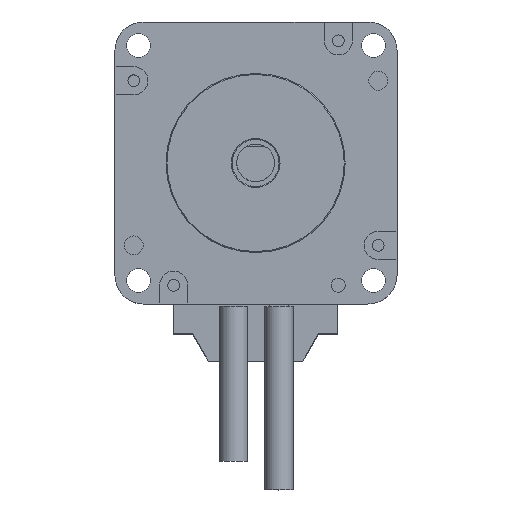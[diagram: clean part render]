
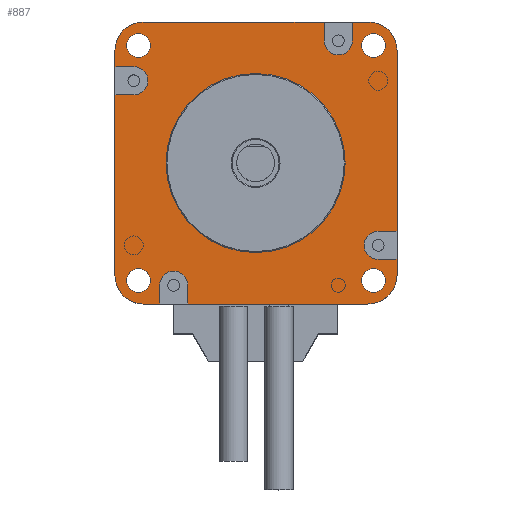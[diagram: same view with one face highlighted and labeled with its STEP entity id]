
A CAD part, top view. The second image highlights one B-rep face of the part: STEP entity #887.
In plain terms, the highlighted planar face has unit normal (0, 0, 1).
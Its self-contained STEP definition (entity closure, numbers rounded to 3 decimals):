
#260=FACE_BOUND('',#1614,.T.);
#261=FACE_BOUND('',#1615,.T.);
#262=FACE_BOUND('',#1616,.T.);
#263=FACE_BOUND('',#1617,.T.);
#264=FACE_BOUND('',#1618,.T.);
#265=FACE_BOUND('',#1619,.T.);
#598=CIRCLE('',#5620,2.5);
#600=CIRCLE('',#5623,2.5);
#602=CIRCLE('',#5626,2.5);
#604=CIRCLE('',#5629,2.5);
#606=CIRCLE('',#5632,6.);
#608=CIRCLE('',#5636,3.);
#610=CIRCLE('',#5641,6.);
#612=CIRCLE('',#5646,3.);
#614=CIRCLE('',#5651,6.178);
#616=CIRCLE('',#5656,3.);
#618=CIRCLE('',#5660,6.016);
#620=CIRCLE('',#5665,3.);
#621=CIRCLE('',#5671,5.);
#887=ADVANCED_FACE('',(#260,#261,#262,#263,#264,#265),#1074,.T.);
#1074=PLANE('',#5672);
#1614=EDGE_LOOP('',(#2713,#2714,#2715,#2716,#2717,#2718,#2719,#2720,#2721,
#2722,#2723,#2724,#2725,#2726,#2727,#2728,#2729,#2730,#2731,#2732,#2733,
#2734,#2735,#2736));
#1615=EDGE_LOOP('',(#2737));
#1616=EDGE_LOOP('',(#2738));
#1617=EDGE_LOOP('',(#2739));
#1618=EDGE_LOOP('',(#2740));
#1619=EDGE_LOOP('',(#2741));
#2713=ORIENTED_EDGE('',*,*,#4155,.T.);
#2714=ORIENTED_EDGE('',*,*,#4162,.T.);
#2715=ORIENTED_EDGE('',*,*,#4166,.T.);
#2716=ORIENTED_EDGE('',*,*,#4097,.T.);
#2717=ORIENTED_EDGE('',*,*,#4110,.T.);
#2718=ORIENTED_EDGE('',*,*,#4107,.T.);
#2719=ORIENTED_EDGE('',*,*,#4104,.T.);
#2720=ORIENTED_EDGE('',*,*,#4101,.T.);
#2721=ORIENTED_EDGE('',*,*,#4116,.T.);
#2722=ORIENTED_EDGE('',*,*,#4113,.T.);
#2723=ORIENTED_EDGE('',*,*,#4128,.T.);
#2724=ORIENTED_EDGE('',*,*,#4125,.T.);
#2725=ORIENTED_EDGE('',*,*,#4122,.T.);
#2726=ORIENTED_EDGE('',*,*,#4119,.T.);
#2727=ORIENTED_EDGE('',*,*,#4152,.T.);
#2728=ORIENTED_EDGE('',*,*,#4131,.T.);
#2729=ORIENTED_EDGE('',*,*,#4144,.T.);
#2730=ORIENTED_EDGE('',*,*,#4140,.F.);
#2731=ORIENTED_EDGE('',*,*,#4142,.F.);
#2732=ORIENTED_EDGE('',*,*,#4136,.F.);
#2733=ORIENTED_EDGE('',*,*,#4150,.T.);
#2734=ORIENTED_EDGE('',*,*,#4147,.T.);
#2735=ORIENTED_EDGE('',*,*,#4164,.T.);
#2736=ORIENTED_EDGE('',*,*,#4158,.T.);
#2737=ORIENTED_EDGE('',*,*,#4094,.F.);
#2738=ORIENTED_EDGE('',*,*,#4092,.F.);
#2739=ORIENTED_EDGE('',*,*,#4090,.F.);
#2740=ORIENTED_EDGE('',*,*,#4088,.F.);
#2741=ORIENTED_EDGE('',*,*,#4167,.T.);
#3456=VERTEX_POINT('',#8354);
#3458=VERTEX_POINT('',#8359);
#3460=VERTEX_POINT('',#8364);
#3462=VERTEX_POINT('',#8369);
#3465=VERTEX_POINT('',#8375);
#3466=VERTEX_POINT('',#8377);
#3469=VERTEX_POINT('',#8384);
#3470=VERTEX_POINT('',#8386);
#3472=VERTEX_POINT('',#8392);
#3474=VERTEX_POINT('',#8398);
#3477=VERTEX_POINT('',#8408);
#3478=VERTEX_POINT('',#8410);
#3481=VERTEX_POINT('',#8420);
#3482=VERTEX_POINT('',#8422);
#3484=VERTEX_POINT('',#8428);
#3486=VERTEX_POINT('',#8434);
#3489=VERTEX_POINT('',#8444);
#3490=VERTEX_POINT('',#8446);
#3491=VERTEX_POINT('',#8450);
#3494=VERTEX_POINT('',#8455);
#3496=VERTEX_POINT('',#8460);
#3498=VERTEX_POINT('',#8464);
#3501=VERTEX_POINT('',#8477);
#3502=VERTEX_POINT('',#8479);
#3505=VERTEX_POINT('',#8492);
#3506=VERTEX_POINT('',#8494);
#3508=VERTEX_POINT('',#8500);
#3510=VERTEX_POINT('',#8506);
#3511=VERTEX_POINT('',#8516);
#4088=EDGE_CURVE('',#3456,#3456,#598,.T.);
#4090=EDGE_CURVE('',#3458,#3458,#600,.T.);
#4092=EDGE_CURVE('',#3460,#3460,#602,.T.);
#4094=EDGE_CURVE('',#3462,#3462,#604,.T.);
#4097=EDGE_CURVE('',#3466,#3465,#606,.T.);
#4101=EDGE_CURVE('',#3470,#3469,#4636,.T.);
#4104=EDGE_CURVE('',#3472,#3470,#608,.T.);
#4107=EDGE_CURVE('',#3474,#3472,#4640,.T.);
#4110=EDGE_CURVE('',#3465,#3474,#4643,.T.);
#4113=EDGE_CURVE('',#3478,#3477,#610,.T.);
#4116=EDGE_CURVE('',#3469,#3478,#4647,.T.);
#4119=EDGE_CURVE('',#3482,#3481,#4650,.T.);
#4122=EDGE_CURVE('',#3484,#3482,#612,.T.);
#4125=EDGE_CURVE('',#3486,#3484,#4654,.T.);
#4128=EDGE_CURVE('',#3477,#3486,#4657,.T.);
#4131=EDGE_CURVE('',#3490,#3489,#614,.T.);
#4136=EDGE_CURVE('',#3494,#3491,#4663,.T.);
#4140=EDGE_CURVE('',#3498,#3496,#4667,.T.);
#4142=EDGE_CURVE('',#3491,#3498,#616,.T.);
#4144=EDGE_CURVE('',#3489,#3496,#4669,.T.);
#4147=EDGE_CURVE('',#3502,#3501,#618,.T.);
#4150=EDGE_CURVE('',#3494,#3502,#4673,.T.);
#4152=EDGE_CURVE('',#3481,#3490,#4675,.T.);
#4155=EDGE_CURVE('',#3506,#3505,#620,.T.);
#4158=EDGE_CURVE('',#3508,#3506,#4679,.T.);
#4162=EDGE_CURVE('',#3505,#3510,#4683,.T.);
#4164=EDGE_CURVE('',#3501,#3508,#4685,.T.);
#4166=EDGE_CURVE('',#3510,#3466,#4687,.T.);
#4167=EDGE_CURVE('',#3511,#3511,#621,.T.);
#4636=LINE('',#8385,#5091);
#4640=LINE('',#8397,#5095);
#4643=LINE('',#8402,#5098);
#4647=LINE('',#8414,#5102);
#4650=LINE('',#8421,#5105);
#4654=LINE('',#8433,#5109);
#4657=LINE('',#8438,#5112);
#4663=LINE('',#8456,#5118);
#4667=LINE('',#8465,#5122);
#4669=LINE('',#8471,#5124);
#4673=LINE('',#8483,#5128);
#4675=LINE('',#8486,#5130);
#4679=LINE('',#8499,#5134);
#4683=LINE('',#8507,#5138);
#4685=LINE('',#8510,#5140);
#4687=LINE('',#8513,#5142);
#5091=VECTOR('',#6813,1.);
#5095=VECTOR('',#6825,1.);
#5098=VECTOR('',#6830,1.);
#5102=VECTOR('',#6842,1.);
#5105=VECTOR('',#6847,1.);
#5109=VECTOR('',#6859,1.);
#5112=VECTOR('',#6864,1.);
#5118=VECTOR('',#6878,1.);
#5122=VECTOR('',#6884,1.);
#5124=VECTOR('',#6894,1.);
#5128=VECTOR('',#6906,1.);
#5130=VECTOR('',#6910,1.);
#5134=VECTOR('',#6922,1.);
#5138=VECTOR('',#6928,1.);
#5140=VECTOR('',#6932,1.);
#5142=VECTOR('',#6936,1.);
#5620=AXIS2_PLACEMENT_3D('',#8353,#6781,#6782);
#5623=AXIS2_PLACEMENT_3D('',#8358,#6787,#6788);
#5626=AXIS2_PLACEMENT_3D('',#8363,#6793,#6794);
#5629=AXIS2_PLACEMENT_3D('',#8368,#6799,#6800);
#5632=AXIS2_PLACEMENT_3D('',#8376,#6806,#6807);
#5636=AXIS2_PLACEMENT_3D('',#8391,#6819,#6820);
#5641=AXIS2_PLACEMENT_3D('',#8409,#6836,#6837);
#5646=AXIS2_PLACEMENT_3D('',#8427,#6853,#6854);
#5651=AXIS2_PLACEMENT_3D('',#8445,#6870,#6871);
#5656=AXIS2_PLACEMENT_3D('',#8468,#6889,#6890);
#5660=AXIS2_PLACEMENT_3D('',#8478,#6900,#6901);
#5665=AXIS2_PLACEMENT_3D('',#8493,#6916,#6917);
#5671=AXIS2_PLACEMENT_3D('',#8515,#6939,#6940);
#5672=AXIS2_PLACEMENT_3D('',#8517,#6941,#6942);
#6781=DIRECTION('',(0.,0.,1.));
#6782=DIRECTION('',(1.,0.,0.));
#6787=DIRECTION('',(0.,0.,1.));
#6788=DIRECTION('',(1.,0.,0.));
#6793=DIRECTION('',(0.,0.,1.));
#6794=DIRECTION('',(1.,0.,0.));
#6799=DIRECTION('',(0.,0.,1.));
#6800=DIRECTION('',(1.,0.,0.));
#6806=DIRECTION('',(0.,0.,1.));
#6807=DIRECTION('',(1.,0.,0.));
#6813=DIRECTION('',(-1.,0.,0.));
#6819=DIRECTION('',(0.,0.,-1.));
#6820=DIRECTION('',(0.,1.,0.));
#6825=DIRECTION('',(1.,0.,0.));
#6830=DIRECTION('',(0.,-1.,0.));
#6836=DIRECTION('',(0.,0.,1.));
#6837=DIRECTION('',(1.,0.,0.));
#6842=DIRECTION('',(0.,-1.,0.));
#6847=DIRECTION('',(0.,-1.,0.));
#6853=DIRECTION('',(0.,0.,-1.));
#6854=DIRECTION('',(-1.,0.,0.));
#6859=DIRECTION('',(0.,1.,0.));
#6864=DIRECTION('',(1.,0.,0.));
#6870=DIRECTION('',(0.,0.,1.));
#6871=DIRECTION('',(1.,0.,0.));
#6878=DIRECTION('',(-1.,0.,0.));
#6884=DIRECTION('',(1.,0.,0.));
#6889=DIRECTION('',(0.,0.,1.));
#6890=DIRECTION('',(0.,-1.,0.));
#6894=DIRECTION('',(0.,1.,0.));
#6900=DIRECTION('',(0.,0.,1.));
#6901=DIRECTION('',(1.,0.,0.));
#6906=DIRECTION('',(0.,1.,0.));
#6910=DIRECTION('',(1.,0.,0.));
#6916=DIRECTION('',(0.,0.,-1.));
#6917=DIRECTION('',(1.,0.,0.));
#6922=DIRECTION('',(0.,-1.,0.));
#6928=DIRECTION('',(0.,1.,0.));
#6932=DIRECTION('',(-1.,0.,0.));
#6936=DIRECTION('',(-1.,0.,0.));
#6939=DIRECTION('',(0.,0.,-1.));
#6940=DIRECTION('',(1.,0.,0.));
#6941=DIRECTION('',(0.,0.,1.));
#6942=DIRECTION('',(1.,0.,0.));
#8353=CARTESIAN_POINT('',(25.,25.,0.));
#8354=CARTESIAN_POINT('',(27.5,25.,0.));
#8358=CARTESIAN_POINT('',(25.,-25.,0.));
#8359=CARTESIAN_POINT('',(27.5,-25.,0.));
#8363=CARTESIAN_POINT('',(-25.,25.,0.));
#8364=CARTESIAN_POINT('',(-22.5,25.,0.));
#8368=CARTESIAN_POINT('',(-25.,-25.,0.));
#8369=CARTESIAN_POINT('',(-22.5,-25.,0.));
#8375=CARTESIAN_POINT('',(-30.,24.,0.));
#8376=CARTESIAN_POINT('',(-24.,24.,0.));
#8377=CARTESIAN_POINT('',(-24.,30.,0.));
#8384=CARTESIAN_POINT('',(-30.,14.5,0.));
#8385=CARTESIAN_POINT('',(-26.,14.5,0.));
#8386=CARTESIAN_POINT('',(-26.,14.5,0.));
#8391=CARTESIAN_POINT('',(-26.,17.5,0.));
#8392=CARTESIAN_POINT('',(-26.,20.5,0.));
#8397=CARTESIAN_POINT('',(-30.,20.5,0.));
#8398=CARTESIAN_POINT('',(-30.,20.5,0.));
#8402=CARTESIAN_POINT('',(-30.,24.,0.));
#8408=CARTESIAN_POINT('',(-24.,-30.,0.));
#8409=CARTESIAN_POINT('',(-24.,-24.,0.));
#8410=CARTESIAN_POINT('',(-30.,-24.,0.));
#8414=CARTESIAN_POINT('',(-30.,24.,0.));
#8420=CARTESIAN_POINT('',(-14.5,-30.,0.));
#8421=CARTESIAN_POINT('',(-14.5,-26.,0.));
#8422=CARTESIAN_POINT('',(-14.5,-26.,0.));
#8427=CARTESIAN_POINT('',(-17.5,-26.,0.));
#8428=CARTESIAN_POINT('',(-20.5,-26.,0.));
#8433=CARTESIAN_POINT('',(-20.5,-30.,0.));
#8434=CARTESIAN_POINT('',(-20.5,-30.,0.));
#8438=CARTESIAN_POINT('',(-24.,-30.,0.));
#8444=CARTESIAN_POINT('',(30.,-23.822,0.));
#8445=CARTESIAN_POINT('',(23.822,-23.822,0.));
#8446=CARTESIAN_POINT('',(23.822,-30.,0.));
#8450=CARTESIAN_POINT('',(26.,-14.5,0.));
#8455=CARTESIAN_POINT('',(30.,-14.5,0.));
#8456=CARTESIAN_POINT('',(30.,-14.5,0.));
#8460=CARTESIAN_POINT('',(30.,-20.5,0.));
#8464=CARTESIAN_POINT('',(26.,-20.5,0.));
#8465=CARTESIAN_POINT('',(26.,-20.5,0.));
#8468=CARTESIAN_POINT('',(26.,-17.5,0.));
#8471=CARTESIAN_POINT('',(30.,-23.822,0.));
#8477=CARTESIAN_POINT('',(23.984,30.,0.));
#8478=CARTESIAN_POINT('',(23.984,23.984,0.));
#8479=CARTESIAN_POINT('',(30.,23.984,0.));
#8483=CARTESIAN_POINT('',(30.,-23.822,0.));
#8486=CARTESIAN_POINT('',(-24.,-30.,0.));
#8492=CARTESIAN_POINT('',(14.5,26.,0.));
#8493=CARTESIAN_POINT('',(17.5,26.,0.));
#8494=CARTESIAN_POINT('',(20.5,26.,0.));
#8499=CARTESIAN_POINT('',(20.5,30.,0.));
#8500=CARTESIAN_POINT('',(20.5,30.,0.));
#8506=CARTESIAN_POINT('',(14.5,30.,0.));
#8507=CARTESIAN_POINT('',(14.5,26.,0.));
#8510=CARTESIAN_POINT('',(23.984,30.,0.));
#8513=CARTESIAN_POINT('',(23.984,30.,0.));
#8515=CARTESIAN_POINT('',(-0.089,0.,0.));
#8516=CARTESIAN_POINT('',(4.911,0.,0.));
#8517=CARTESIAN_POINT('',(-24.,-24.,0.));
